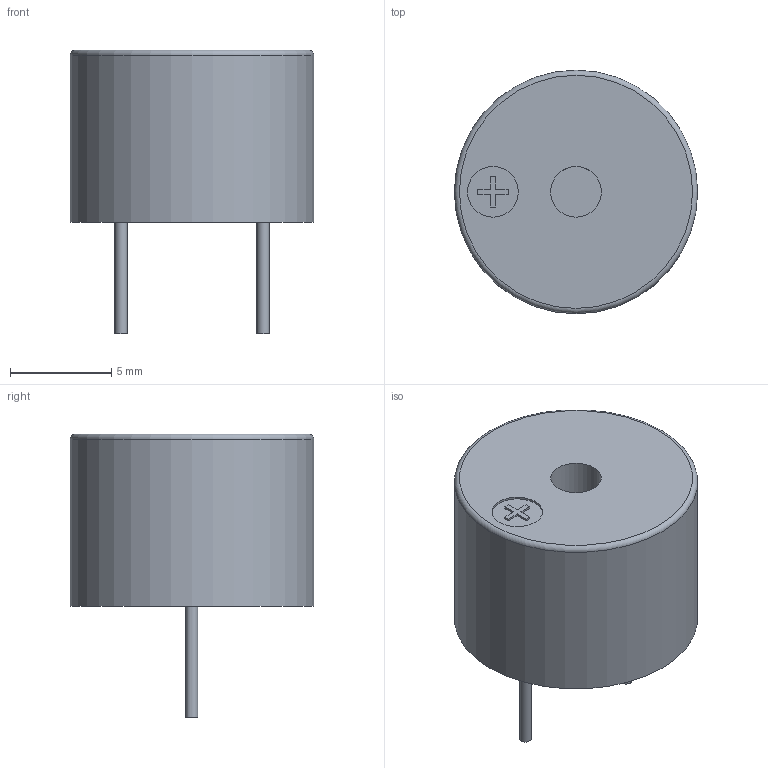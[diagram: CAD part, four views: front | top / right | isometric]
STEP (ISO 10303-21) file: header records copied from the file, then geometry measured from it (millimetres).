
FILE_DESCRIPTION(/* description */ (''),/* implementation_level */ '2;1');
FILE_NAME(/* name */ 'Buzzer.step',/* time_stamp */ '2019-09-15T19:29:35-04:00',/* author */ (''),/* organization */ (''),/* preprocessor_version */ 'ST-DEVELOPER v18',/* originating_system */ 'Autodesk Translation Framework v8.6.0.1094',/* authorisation */ '');
FILE_SCHEMA (('AUTOMOTIVE_DESIGN { 1 0 10303 214 3 1 1 }'));
Length unit declared in the file: millimetre
Products named in the file (1): Buzzer
Bounding box: 12 x 12 x 14 mm (x, y, z)
Volume: 948.8 mm3; surface area: 588.2 mm2
Topology: 1 solids, 1 shells, 25 faces, 53 edges, 35 vertices
Faces by surface type: plane 19, cylinder 5, torus 1
Full cylindrical faces by diameter (mm): 0.6 x2, 2.5 x2, 12 x1
Entity records: 731 total; most frequent: DIRECTION 117, CARTESIAN_POINT 114, ORIENTED_EDGE 106, EDGE_CURVE 53, LINE 41, VECTOR 41, AXIS2_PLACEMENT_3D 38, VERTEX_POINT 35
